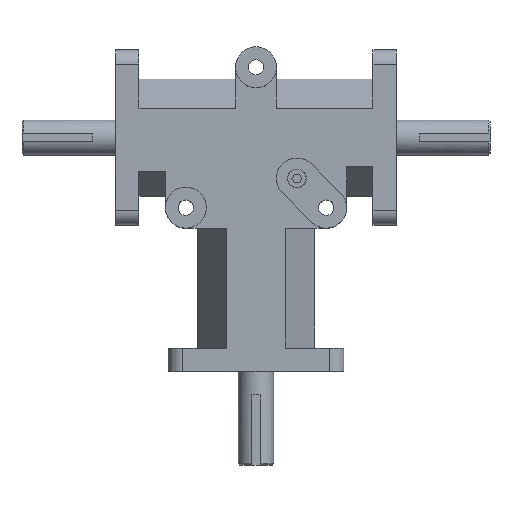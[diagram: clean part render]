
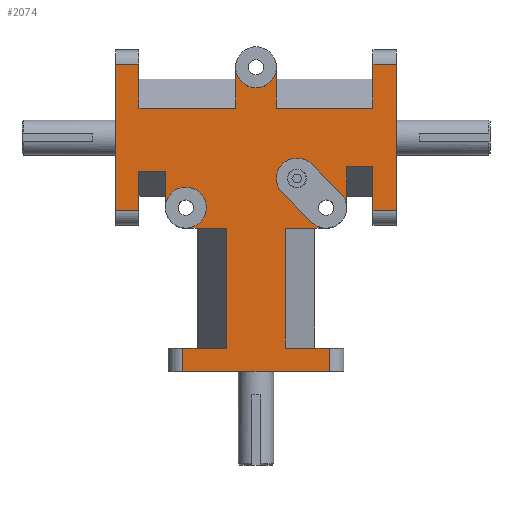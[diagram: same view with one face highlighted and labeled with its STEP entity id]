
A CAD part, top view. The second image highlights one B-rep face of the part: STEP entity #2074.
In plain terms, the highlighted planar face has unit normal (0, 0, 1).
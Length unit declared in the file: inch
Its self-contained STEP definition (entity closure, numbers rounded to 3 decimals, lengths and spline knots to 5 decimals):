
#81=VECTOR('',#2461,1.);
#82=VECTOR('',#2467,1.);
#83=VECTOR('',#2468,1.);
#84=VECTOR('',#2469,1.);
#85=VECTOR('',#2470,1.);
#86=VECTOR('',#2473,1.);
#87=VECTOR('',#2474,1.);
#88=VECTOR('',#2475,1.);
#89=VECTOR('',#2476,1.);
#90=VECTOR('',#2477,1.);
#91=VECTOR('',#2478,1.);
#92=VECTOR('',#2479,1.);
#93=VECTOR('',#2480,1.);
#94=VECTOR('',#2483,1.);
#95=VECTOR('',#2484,1.);
#96=VECTOR('',#2485,1.);
#97=VECTOR('',#2486,1.);
#98=VECTOR('',#2487,1.);
#99=VECTOR('',#2488,1.);
#100=VECTOR('',#2489,1.);
#101=VECTOR('',#2490,1.);
#102=VECTOR('',#2491,1.);
#103=VECTOR('',#2494,1.);
#104=VECTOR('',#2497,1.);
#105=VECTOR('',#2500,1.);
#106=VECTOR('',#2501,1.);
#107=VECTOR('',#2502,1.);
#108=VECTOR('',#2503,1.);
#109=VECTOR('',#2504,1.);
#269=LINE('',#3037,#81);
#270=LINE('',#3043,#82);
#271=LINE('',#3046,#83);
#272=LINE('',#3048,#84);
#273=LINE('',#3050,#85);
#274=LINE('',#3054,#86);
#275=LINE('',#3056,#87);
#276=LINE('',#3058,#88);
#277=LINE('',#3060,#89);
#278=LINE('',#3062,#90);
#279=LINE('',#3064,#91);
#280=LINE('',#3065,#92);
#281=LINE('',#3067,#93);
#282=LINE('',#3071,#94);
#283=LINE('',#3073,#95);
#284=LINE('',#3075,#96);
#285=LINE('',#3077,#97);
#286=LINE('',#3079,#98);
#287=LINE('',#3081,#99);
#288=LINE('',#3083,#100);
#289=LINE('',#3085,#101);
#290=LINE('',#3087,#102);
#291=LINE('',#3091,#103);
#292=LINE('',#3095,#104);
#293=LINE('',#3099,#105);
#294=LINE('',#3101,#106);
#295=LINE('',#3103,#107);
#296=LINE('',#3105,#108);
#297=LINE('',#3107,#109);
#462=VERTEX_POINT('',#3027);
#466=VERTEX_POINT('',#3036);
#469=VERTEX_POINT('',#3044);
#470=VERTEX_POINT('',#3045);
#471=VERTEX_POINT('',#3047);
#472=VERTEX_POINT('',#3049);
#473=VERTEX_POINT('',#3051);
#474=VERTEX_POINT('',#3053);
#475=VERTEX_POINT('',#3055);
#476=VERTEX_POINT('',#3057);
#477=VERTEX_POINT('',#3059);
#478=VERTEX_POINT('',#3061);
#479=VERTEX_POINT('',#3063);
#480=VERTEX_POINT('',#3066);
#481=VERTEX_POINT('',#3068);
#482=VERTEX_POINT('',#3070);
#483=VERTEX_POINT('',#3072);
#484=VERTEX_POINT('',#3074);
#485=VERTEX_POINT('',#3076);
#486=VERTEX_POINT('',#3078);
#487=VERTEX_POINT('',#3080);
#488=VERTEX_POINT('',#3082);
#489=VERTEX_POINT('',#3084);
#490=VERTEX_POINT('',#3086);
#491=VERTEX_POINT('',#3088);
#492=VERTEX_POINT('',#3090);
#493=VERTEX_POINT('',#3092);
#494=VERTEX_POINT('',#3094);
#495=VERTEX_POINT('',#3096);
#496=VERTEX_POINT('',#3098);
#497=VERTEX_POINT('',#3100);
#498=VERTEX_POINT('',#3102);
#499=VERTEX_POINT('',#3104);
#500=VERTEX_POINT('',#3106);
#678=CIRCLE('',#2216,0.4375);
#679=CIRCLE('',#2217,0.4375);
#680=CIRCLE('',#2218,0.4375);
#681=CIRCLE('',#2219,0.4375);
#682=CIRCLE('',#2220,0.4375);
#786=EDGE_CURVE('',#466,#462,#269,.T.);
#789=EDGE_CURVE('',#469,#470,#270,.T.);
#790=EDGE_CURVE('',#471,#469,#271,.T.);
#791=EDGE_CURVE('',#472,#471,#272,.T.);
#792=EDGE_CURVE('',#473,#472,#273,.T.);
#793=EDGE_CURVE('',#473,#474,#678,.T.);
#794=EDGE_CURVE('',#475,#474,#274,.T.);
#795=EDGE_CURVE('',#476,#475,#275,.T.);
#796=EDGE_CURVE('',#477,#476,#276,.T.);
#797=EDGE_CURVE('',#478,#477,#277,.T.);
#798=EDGE_CURVE('',#479,#478,#278,.T.);
#799=EDGE_CURVE('',#462,#479,#279,.T.);
#800=EDGE_CURVE('',#480,#466,#280,.T.);
#801=EDGE_CURVE('',#481,#480,#281,.T.);
#802=EDGE_CURVE('',#481,#482,#679,.T.);
#803=EDGE_CURVE('',#483,#482,#282,.T.);
#804=EDGE_CURVE('',#484,#483,#283,.T.);
#805=EDGE_CURVE('',#485,#484,#284,.T.);
#806=EDGE_CURVE('',#486,#485,#285,.T.);
#807=EDGE_CURVE('',#487,#486,#286,.T.);
#808=EDGE_CURVE('',#488,#487,#287,.T.);
#809=EDGE_CURVE('',#489,#488,#288,.T.);
#810=EDGE_CURVE('',#490,#489,#289,.T.);
#811=EDGE_CURVE('',#491,#490,#290,.T.);
#812=EDGE_CURVE('',#491,#492,#680,.T.);
#813=EDGE_CURVE('',#492,#493,#291,.T.);
#814=EDGE_CURVE('',#493,#494,#681,.T.);
#815=EDGE_CURVE('',#494,#495,#292,.T.);
#816=EDGE_CURVE('',#495,#496,#682,.T.);
#817=EDGE_CURVE('',#497,#496,#293,.T.);
#818=EDGE_CURVE('',#498,#497,#294,.T.);
#819=EDGE_CURVE('',#499,#498,#295,.T.);
#820=EDGE_CURVE('',#500,#499,#296,.T.);
#821=EDGE_CURVE('',#470,#500,#297,.T.);
#1086=ORIENTED_EDGE('',*,*,#789,.F.);
#1087=ORIENTED_EDGE('',*,*,#790,.F.);
#1088=ORIENTED_EDGE('',*,*,#791,.F.);
#1089=ORIENTED_EDGE('',*,*,#792,.F.);
#1090=ORIENTED_EDGE('',*,*,#793,.T.);
#1091=ORIENTED_EDGE('',*,*,#794,.F.);
#1092=ORIENTED_EDGE('',*,*,#795,.F.);
#1093=ORIENTED_EDGE('',*,*,#796,.F.);
#1094=ORIENTED_EDGE('',*,*,#797,.F.);
#1095=ORIENTED_EDGE('',*,*,#798,.F.);
#1096=ORIENTED_EDGE('',*,*,#799,.F.);
#1097=ORIENTED_EDGE('',*,*,#786,.F.);
#1098=ORIENTED_EDGE('',*,*,#800,.F.);
#1099=ORIENTED_EDGE('',*,*,#801,.F.);
#1100=ORIENTED_EDGE('',*,*,#802,.T.);
#1101=ORIENTED_EDGE('',*,*,#803,.F.);
#1102=ORIENTED_EDGE('',*,*,#804,.F.);
#1103=ORIENTED_EDGE('',*,*,#805,.F.);
#1104=ORIENTED_EDGE('',*,*,#806,.F.);
#1105=ORIENTED_EDGE('',*,*,#807,.F.);
#1106=ORIENTED_EDGE('',*,*,#808,.F.);
#1107=ORIENTED_EDGE('',*,*,#809,.F.);
#1108=ORIENTED_EDGE('',*,*,#810,.F.);
#1109=ORIENTED_EDGE('',*,*,#811,.F.);
#1110=ORIENTED_EDGE('',*,*,#812,.T.);
#1111=ORIENTED_EDGE('',*,*,#813,.T.);
#1112=ORIENTED_EDGE('',*,*,#814,.T.);
#1113=ORIENTED_EDGE('',*,*,#815,.T.);
#1114=ORIENTED_EDGE('',*,*,#816,.T.);
#1115=ORIENTED_EDGE('',*,*,#817,.F.);
#1116=ORIENTED_EDGE('',*,*,#818,.F.);
#1117=ORIENTED_EDGE('',*,*,#819,.F.);
#1118=ORIENTED_EDGE('',*,*,#820,.F.);
#1119=ORIENTED_EDGE('',*,*,#821,.F.);
#1668=EDGE_LOOP('',(#1086,#1087,#1088,#1089,#1090,#1091,#1092,#1093,#1094,
#1095,#1096,#1097,#1098,#1099,#1100,#1101,#1102,#1103,#1104,#1105,#1106,
#1107,#1108,#1109,#1110,#1111,#1112,#1113,#1114,#1115,#1116,#1117,#1118,
#1119));
#1875=FACE_BOUND('',#1668,.T.);
#2074=ADVANCED_FACE('',(#1875),#3654,.T.);
#2215=AXIS2_PLACEMENT_3D('',#3042,#2466,$);
#2216=AXIS2_PLACEMENT_3D('',#3052,#2471,#2472);
#2217=AXIS2_PLACEMENT_3D('',#3069,#2481,#2482);
#2218=AXIS2_PLACEMENT_3D('',#3089,#2492,#2493);
#2219=AXIS2_PLACEMENT_3D('',#3093,#2495,#2496);
#2220=AXIS2_PLACEMENT_3D('',#3097,#2498,#2499);
#2461=DIRECTION('',(0.,-1.,0.));
#2466=DIRECTION('',(0.,0.,1.));
#2467=DIRECTION('',(1.,0.,0.));
#2468=DIRECTION('',(0.,1.,0.));
#2469=DIRECTION('',(1.,0.,0.));
#2470=DIRECTION('',(0.,-1.,0.));
#2471=DIRECTION('',(0.,0.,-1.));
#2472=DIRECTION('',(0.438,0.,0.));
#2473=DIRECTION('',(0.,1.,0.));
#2474=DIRECTION('',(1.,0.,0.));
#2475=DIRECTION('',(0.,-1.,0.));
#2476=DIRECTION('',(1.,0.,0.));
#2477=DIRECTION('',(0.,1.,0.));
#2478=DIRECTION('',(-1.,0.,0.));
#2479=DIRECTION('',(-1.,0.,0.));
#2480=DIRECTION('',(0.,1.,0.));
#2481=DIRECTION('',(0.,0.,-1.));
#2482=DIRECTION('',(0.438,0.,0.));
#2483=DIRECTION('',(-1.,0.,0.));
#2484=DIRECTION('',(0.,1.,0.));
#2485=DIRECTION('',(1.,0.,0.));
#2486=DIRECTION('',(0.,1.,0.));
#2487=DIRECTION('',(-1.,0.,0.));
#2488=DIRECTION('',(0.,-1.,0.));
#2489=DIRECTION('',(1.,0.,0.));
#2490=DIRECTION('',(0.,-1.,0.));
#2491=DIRECTION('',(-1.,0.,0.));
#2492=DIRECTION('',(0.,0.,-1.));
#2493=DIRECTION('',(0.438,0.,0.));
#2494=DIRECTION('',(-0.707,0.707,0.));
#2495=DIRECTION('',(0.,0.,-1.));
#2496=DIRECTION('',(0.438,0.,0.));
#2497=DIRECTION('',(0.707,-0.707,0.));
#2498=DIRECTION('',(0.,0.,-1.));
#2499=DIRECTION('',(0.438,0.,0.));
#2500=DIRECTION('',(0.,-1.,0.));
#2501=DIRECTION('',(-1.,0.,0.));
#2502=DIRECTION('',(0.,1.,0.));
#2503=DIRECTION('',(-1.,0.,0.));
#2504=DIRECTION('',(0.,-1.,0.));
#3027=CARTESIAN_POINT('',(-2.5,3.435,1.4375));
#3036=CARTESIAN_POINT('',(-2.5,4.28262,1.4375));
#3037=CARTESIAN_POINT('',(-2.5,3.125,1.4375));
#3042=CARTESIAN_POINT('',(0.,3.68595,1.4375));
#3043=CARTESIAN_POINT('',(1.5,6.565,1.4375));
#3044=CARTESIAN_POINT('',(2.5,6.565,1.4375));
#3045=CARTESIAN_POINT('',(3.,6.565,1.4375));
#3046=CARTESIAN_POINT('',(2.5,6.25,1.4375));
#3047=CARTESIAN_POINT('',(2.5,5.625,1.4375));
#3048=CARTESIAN_POINT('',(1.25,5.625,1.4375));
#3049=CARTESIAN_POINT('',(0.4375,5.625,1.4375));
#3050=CARTESIAN_POINT('',(0.4375,4.96798,1.4375));
#3051=CARTESIAN_POINT('',(0.4375,6.5,1.4375));
#3052=CARTESIAN_POINT('',(0.,6.5,1.4375));
#3053=CARTESIAN_POINT('',(-0.4375,6.5,1.4375));
#3054=CARTESIAN_POINT('',(-0.4375,6.5,1.4375));
#3055=CARTESIAN_POINT('',(-0.4375,5.625,1.4375));
#3056=CARTESIAN_POINT('',(-0.21875,5.625,1.4375));
#3057=CARTESIAN_POINT('',(-2.5,5.625,1.4375));
#3058=CARTESIAN_POINT('',(-2.5,4.96798,1.4375));
#3059=CARTESIAN_POINT('',(-2.5,6.565,1.4375));
#3060=CARTESIAN_POINT('',(-1.25,6.565,1.4375));
#3061=CARTESIAN_POINT('',(-3.,6.565,1.4375));
#3062=CARTESIAN_POINT('',(-3.,3.125,1.4375));
#3063=CARTESIAN_POINT('',(-3.,3.435,1.4375));
#3064=CARTESIAN_POINT('',(-1.5,3.435,1.4375));
#3065=CARTESIAN_POINT('',(-0.625,4.28262,1.4375));
#3066=CARTESIAN_POINT('',(-1.9375,4.28262,1.4375));
#3067=CARTESIAN_POINT('',(-1.9375,3.71798,1.4375));
#3068=CARTESIAN_POINT('',(-1.9375,3.5,1.4375));
#3069=CARTESIAN_POINT('',(-1.5,3.5,1.4375));
#3070=CARTESIAN_POINT('',(-1.5,3.0625,1.4375));
#3071=CARTESIAN_POINT('',(-1.5,3.0625,1.4375));
#3072=CARTESIAN_POINT('',(-0.625,3.0625,1.4375));
#3073=CARTESIAN_POINT('',(-0.625,3.37423,1.4375));
#3074=CARTESIAN_POINT('',(-0.625,0.5,1.4375));
#3075=CARTESIAN_POINT('',(-0.625,0.5,1.4375));
#3076=CARTESIAN_POINT('',(-1.565,0.5,1.4375));
#3077=CARTESIAN_POINT('',(-1.565,2.09298,1.4375));
#3078=CARTESIAN_POINT('',(-1.565,0.,1.4375));
#3079=CARTESIAN_POINT('',(1.875,0.,1.4375));
#3080=CARTESIAN_POINT('',(1.565,0.,1.4375));
#3081=CARTESIAN_POINT('',(1.565,1.84298,1.4375));
#3082=CARTESIAN_POINT('',(1.565,0.5,1.4375));
#3083=CARTESIAN_POINT('',(1.875,0.5,1.4375));
#3084=CARTESIAN_POINT('',(0.625,0.5,1.4375));
#3085=CARTESIAN_POINT('',(0.625,2.09298,1.4375));
#3086=CARTESIAN_POINT('',(0.625,3.0625,1.4375));
#3087=CARTESIAN_POINT('',(0.625,3.0625,1.4375));
#3088=CARTESIAN_POINT('',(1.5,3.0625,1.4375));
#3089=CARTESIAN_POINT('',(1.5,3.5,1.4375));
#3090=CARTESIAN_POINT('',(1.19064,3.19064,1.4375));
#3091=CARTESIAN_POINT('',(0.76915,3.61213,1.4375));
#3092=CARTESIAN_POINT('',(0.56564,3.81564,1.4375));
#3093=CARTESIAN_POINT('',(0.875,4.125,1.4375));
#3094=CARTESIAN_POINT('',(1.18436,4.43436,1.4375));
#3095=CARTESIAN_POINT('',(1.07537,4.54335,1.4375));
#3096=CARTESIAN_POINT('',(1.80936,3.80936,1.4375));
#3097=CARTESIAN_POINT('',(1.5,3.5,1.4375));
#3098=CARTESIAN_POINT('',(1.9375,3.5,1.4375));
#3099=CARTESIAN_POINT('',(1.9375,3.5,1.4375));
#3100=CARTESIAN_POINT('',(1.9375,4.375,1.4375));
#3101=CARTESIAN_POINT('',(0.96875,4.375,1.4375));
#3102=CARTESIAN_POINT('',(2.5,4.375,1.4375));
#3103=CARTESIAN_POINT('',(2.5,3.71798,1.4375));
#3104=CARTESIAN_POINT('',(2.5,3.435,1.4375));
#3105=CARTESIAN_POINT('',(1.25,3.435,1.4375));
#3106=CARTESIAN_POINT('',(3.,3.435,1.4375));
#3107=CARTESIAN_POINT('',(3.,3.125,1.4375));
#3654=PLANE('',#2215);
